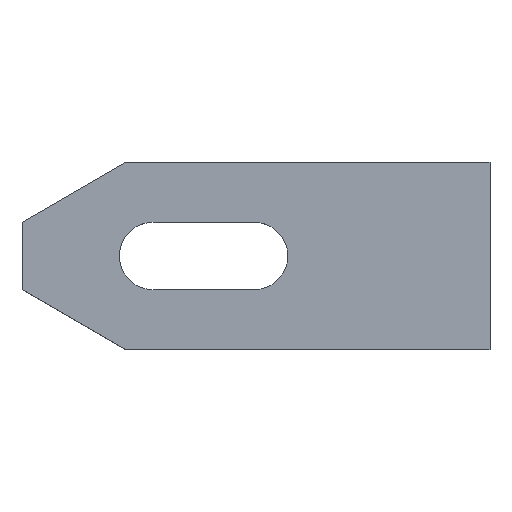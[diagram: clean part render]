
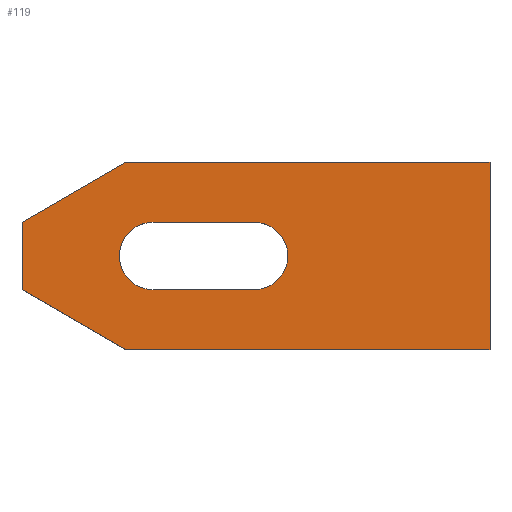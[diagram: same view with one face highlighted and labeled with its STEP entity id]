
A CAD part, top view. The second image highlights one B-rep face of the part: STEP entity #119.
In plain terms, the highlighted planar face has unit normal (0, 0, 1).
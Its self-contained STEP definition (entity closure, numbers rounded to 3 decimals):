
#87=VERTEX_POINT('',#229);
#91=EDGE_CURVE('',#209,#205,#233,.T.);
#101=VERTEX_POINT('',#244);
#105=EDGE_CURVE('',#133,#209,#248,.T.);
#117=EDGE_CURVE('',#157,#133,#261,.T.);
#119=ADVANCED_FACE('',(#263,#264),#265,.T.);
#125=VERTEX_POINT('',#272);
#129=EDGE_CURVE('',#149,#165,#277,.T.);
#133=VERTEX_POINT('',#282);
#145=EDGE_CURVE('',#165,#125,#295,.T.);
#149=VERTEX_POINT('',#299);
#153=EDGE_CURVE('',#193,#157,#303,.T.);
#157=VERTEX_POINT('',#307);
#165=VERTEX_POINT('',#316);
#175=EDGE_CURVE('',#125,#87,#327,.T.);
#189=EDGE_CURVE('',#205,#101,#343,.T.);
#193=VERTEX_POINT('',#347);
#197=EDGE_CURVE('',#101,#193,#351,.T.);
#205=VERTEX_POINT('',#361);
#209=VERTEX_POINT('',#365);
#211=EDGE_CURVE('',#87,#149,#367,.T.);
#229=CARTESIAN_POINT('',(62.0,-9.0,25.0));
#233=LINE('',#382,#383);
#244=CARTESIAN_POINT('',(0.,-9.0,25.0));
#248=LINE('',#403,#404);
#261=LINE('',#423,#424);
#263=FACE_BOUND('',#426,.T.);
#264=FACE_OUTER_BOUND('',#427,.T.);
#265=PLANE('',#428);
#272=CARTESIAN_POINT('',(62.0,9.0,25.0));
#277=CIRCLE('',#441,9.0);
#282=CARTESIAN_POINT('',(125.0,25.0,25.0));
#295=LINE('',#466,#467);
#299=CARTESIAN_POINT('',(35.0,-9.0,25.0));
#303=LINE('',#476,#477);
#307=CARTESIAN_POINT('',(27.713,25.0,25.0));
#316=CARTESIAN_POINT('',(35.0,9.0,25.0));
#327=CIRCLE('',#506,9.0);
#343=LINE('',#529,#530);
#347=CARTESIAN_POINT('',(0.,9.0,25.0));
#351=LINE('',#543,#544);
#361=CARTESIAN_POINT('',(27.713,-25.0,25.0));
#365=CARTESIAN_POINT('',(125.0,-25.0,25.0));
#367=LINE('',#567,#568);
#382=CARTESIAN_POINT('',(27.713,-25.0,25.0));
#383=VECTOR('',#571,1.0);
#403=CARTESIAN_POINT('',(125.0,-25.0,25.0));
#404=VECTOR('',#586,1.0);
#423=CARTESIAN_POINT('',(125.0,25.0,25.0));
#424=VECTOR('',#600,1.0);
#426=EDGE_LOOP('',(#602,#603,#604,#605));
#427=EDGE_LOOP('',(#606,#607,#608,#609,#610,#611));
#428=AXIS2_PLACEMENT_3D('',#612,#613,#614);
#441=AXIS2_PLACEMENT_3D('',#631,#632,#633);
#466=CARTESIAN_POINT('',(51.174,9.0,25.0));
#467=VECTOR('',#653,1.0);
#476=CARTESIAN_POINT('',(27.713,25.0,25.0));
#477=VECTOR('',#654,1.0);
#506=AXIS2_PLACEMENT_3D('',#673,#674,#675);
#529=CARTESIAN_POINT('',(0.,-9.0,25.0));
#530=VECTOR('',#695,1.0);
#543=CARTESIAN_POINT('',(0.,9.0,25.0));
#544=VECTOR('',#698,1.0);
#567=CARTESIAN_POINT('',(64.674,-9.0,25.0));
#568=VECTOR('',#716,1.0);
#571=DIRECTION('',(-1.0,0.0,0.0));
#586=DIRECTION('',(0.0,-1.0,0.0));
#600=DIRECTION('',(1.0,0.0,0.0));
#602=ORIENTED_EDGE('',*,*,#129,.T.);
#603=ORIENTED_EDGE('',*,*,#145,.T.);
#604=ORIENTED_EDGE('',*,*,#175,.T.);
#605=ORIENTED_EDGE('',*,*,#211,.T.);
#606=ORIENTED_EDGE('',*,*,#91,.F.);
#607=ORIENTED_EDGE('',*,*,#105,.F.);
#608=ORIENTED_EDGE('',*,*,#117,.F.);
#609=ORIENTED_EDGE('',*,*,#153,.F.);
#610=ORIENTED_EDGE('',*,*,#197,.F.);
#611=ORIENTED_EDGE('',*,*,#189,.F.);
#612=CARTESIAN_POINT('',(67.347,0.,25.0));
#613=DIRECTION('',(0.0,0.0,1.0));
#614=DIRECTION('',(1.0,0.0,0.0));
#631=CARTESIAN_POINT('',(35.0,0.0,25.0));
#632=DIRECTION('',(0.0,0.0,-1.0));
#633=DIRECTION('',(0.0,-1.0,0.0));
#653=DIRECTION('',(1.0,0.0,0.0));
#654=DIRECTION('',(0.866,0.5,0.0));
#673=CARTESIAN_POINT('',(62.0,0.0,25.0));
#674=DIRECTION('',(0.0,0.0,-1.0));
#675=DIRECTION('',(0.0,1.0,0.0));
#695=DIRECTION('',(-0.866,0.5,0.0));
#698=DIRECTION('',(0.0,1.0,0.0));
#716=DIRECTION('',(-1.0,0.0,0.0));
